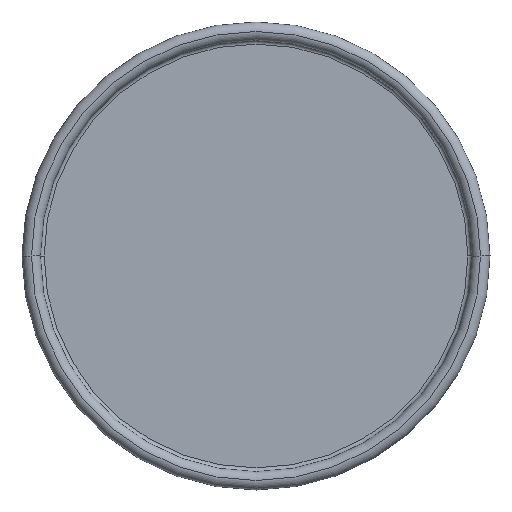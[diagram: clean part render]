
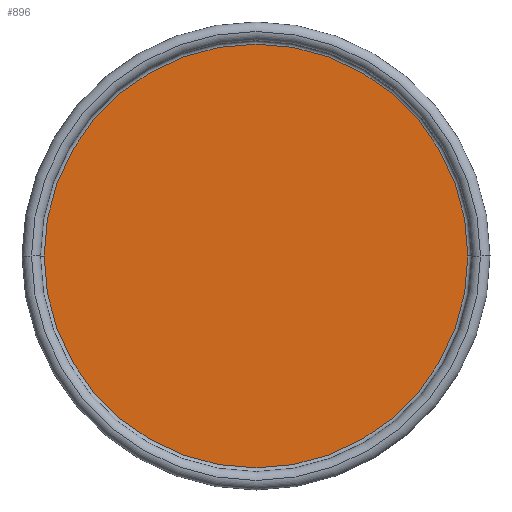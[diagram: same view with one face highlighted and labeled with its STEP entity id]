
A CAD part, front view. The second image highlights one B-rep face of the part: STEP entity #896.
In plain terms, the highlighted planar face has unit normal (0, -1, 0).
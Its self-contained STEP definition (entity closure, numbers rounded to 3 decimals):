
#234 = VERTEX_POINT ( 'NONE', #3446 ) ;
#688 = AXIS2_PLACEMENT_3D ( 'NONE', #2295, #2296, #2297 ) ;
#719 = EDGE_CURVE ( 'NONE', #3794, #234, #3618, .T. ) ;
#724 = AXIS2_PLACEMENT_3D ( 'NONE', #3256, #3255, #3254 ) ;
#765 = AXIS2_PLACEMENT_3D ( 'NONE', #1407, #1408, #1409 ) ;
#896 = ADVANCED_FACE ( 'NONE', ( #3731 ), #1399, .T. ) ;
#1399 = PLANE ( 'NONE',  #765 ) ;
#1407 = CARTESIAN_POINT ( 'NONE',  ( 0., -7., 0. ) ) ;
#1408 = DIRECTION ( 'NONE',  ( 0., -1., 0. ) ) ;
#1409 = DIRECTION ( 'NONE',  ( 1., 0., 0. ) ) ;
#2295 = CARTESIAN_POINT ( 'NONE',  ( 0., -7., 0. ) ) ;
#2296 = DIRECTION ( 'NONE',  ( 0., -1., 0. ) ) ;
#2297 = DIRECTION ( 'NONE',  ( 1., 0., 0. ) ) ;
#3159 = CARTESIAN_POINT ( 'NONE',  ( -55.551, -7., 0. ) ) ;
#3254 = DIRECTION ( 'NONE',  ( 1., 0., 0. ) ) ;
#3255 = DIRECTION ( 'NONE',  ( 0., -1., 0. ) ) ;
#3256 = CARTESIAN_POINT ( 'NONE',  ( 0., -7., 0. ) ) ;
#3446 = CARTESIAN_POINT ( 'NONE',  ( 55.551, -7., 0. ) ) ;
#3618 = CIRCLE ( 'NONE', #724, 55.551 ) ;
#3731 = FACE_OUTER_BOUND ( 'NONE', #4094, .T. ) ;
#3794 = VERTEX_POINT ( 'NONE', #3159 ) ;
#3859 = ORIENTED_EDGE ( 'NONE', *, *, #719, .T. ) ;
#3860 = ORIENTED_EDGE ( 'NONE', *, *, #4208, .T. ) ;
#4094 = EDGE_LOOP ( 'NONE', ( #3859, #3860 ) ) ;
#4208 = EDGE_CURVE ( 'NONE', #234, #3794, #4419, .T. ) ;
#4419 = CIRCLE ( 'NONE', #688, 55.551 ) ;
